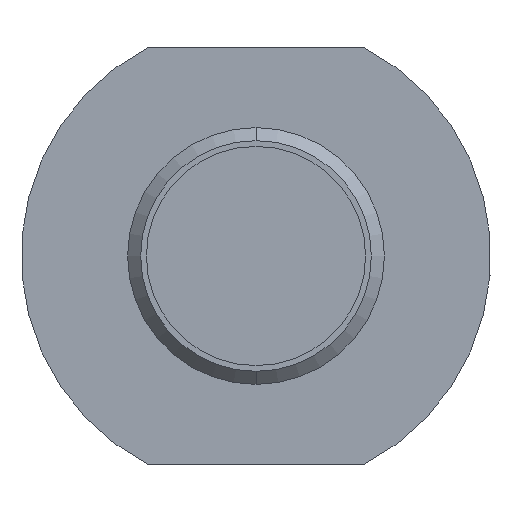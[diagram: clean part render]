
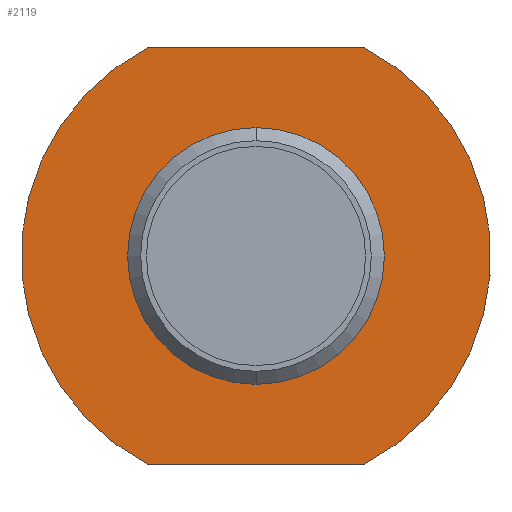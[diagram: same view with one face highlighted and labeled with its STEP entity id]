
A CAD part, front view. The second image highlights one B-rep face of the part: STEP entity #2119.
In plain terms, the highlighted free-form (B-spline) face has degree [1, 1] with [2, 2] control points.
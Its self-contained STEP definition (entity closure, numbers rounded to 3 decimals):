
#1896 = VERTEX_POINT('',#1897);
#1897 = CARTESIAN_POINT('',(-2.062,13.,-4.));
#1903 = EDGE_CURVE('',#1904,#1896,#1906,.T.);
#1904 = VERTEX_POINT('',#1905);
#1905 = CARTESIAN_POINT('',(-2.062,13.,4.));
#1906 = CIRCLE('',#1907,4.5);
#1907 = AXIS2_PLACEMENT_3D('',#1908,#1909,#1910);
#1908 = CARTESIAN_POINT('',(0.,13.,0.));
#1909 = DIRECTION('',(0.,-1.,0.));
#1910 = DIRECTION('',(-0.458,0.,0.889));
#1944 = VERTEX_POINT('',#1945);
#1945 = CARTESIAN_POINT('',(2.062,13.,4.));
#1951 = EDGE_CURVE('',#1952,#1944,#1954,.T.);
#1952 = VERTEX_POINT('',#1953);
#1953 = CARTESIAN_POINT('',(2.062,13.,-4.));
#1954 = CIRCLE('',#1955,4.5);
#1955 = AXIS2_PLACEMENT_3D('',#1956,#1957,#1958);
#1956 = CARTESIAN_POINT('',(0.,13.,0.));
#1957 = DIRECTION('',(0.,-1.,0.));
#1958 = DIRECTION('',(0.458,0.,-0.889));
#2019 = EDGE_CURVE('',#1944,#1904,#2020,.T.);
#2020 = LINE('',#2021,#2022);
#2021 = CARTESIAN_POINT('',(2.062,13.,4.));
#2022 = VECTOR('',#2023,1.);
#2023 = DIRECTION('',(-1.,0.,0.));
#2107 = EDGE_CURVE('',#1952,#1896,#2108,.T.);
#2108 = LINE('',#2109,#2110);
#2109 = CARTESIAN_POINT('',(2.062,13.,-4.));
#2110 = VECTOR('',#2111,1.);
#2111 = DIRECTION('',(-1.,0.,0.));
#2119 = ADVANCED_FACE('',(#2120,#2126),#2146,.T.);
#2120 = FACE_BOUND('',#2121,.T.);
#2121 = EDGE_LOOP('',(#2122,#2123,#2124,#2125));
#2122 = ORIENTED_EDGE('',*,*,#1951,.T.);
#2123 = ORIENTED_EDGE('',*,*,#2019,.T.);
#2124 = ORIENTED_EDGE('',*,*,#1903,.T.);
#2125 = ORIENTED_EDGE('',*,*,#2107,.F.);
#2126 = FACE_BOUND('',#2127,.T.);
#2127 = EDGE_LOOP('',(#2128,#2139));
#2128 = ORIENTED_EDGE('',*,*,#2129,.T.);
#2129 = EDGE_CURVE('',#2130,#2132,#2134,.T.);
#2130 = VERTEX_POINT('',#2131);
#2131 = CARTESIAN_POINT('',(0.,13.,2.46));
#2132 = VERTEX_POINT('',#2133);
#2133 = CARTESIAN_POINT('',(0.,13.,-2.46));
#2134 = CIRCLE('',#2135,2.46);
#2135 = AXIS2_PLACEMENT_3D('',#2136,#2137,#2138);
#2136 = CARTESIAN_POINT('',(0.,13.,0.));
#2137 = DIRECTION('',(0.,1.,0.));
#2138 = DIRECTION('',(0.,-0.,1.));
#2139 = ORIENTED_EDGE('',*,*,#2140,.F.);
#2140 = EDGE_CURVE('',#2130,#2132,#2141,.T.);
#2141 = CIRCLE('',#2142,2.46);
#2142 = AXIS2_PLACEMENT_3D('',#2143,#2144,#2145);
#2143 = CARTESIAN_POINT('',(0.,13.,0.));
#2144 = DIRECTION('',(0.,-1.,0.));
#2145 = DIRECTION('',(0.,0.,1.));
#2146 = B_SPLINE_SURFACE_WITH_KNOTS('',1,1,(
    (#2147,#2148)
    ,(#2149,#2150
    )),.UNSPECIFIED.,.F.,.F.,.F.,(2,2),(2,2),(-4.16,4.16),(
    -4.68,4.68),.PIECEWISE_BEZIER_KNOTS.);
#2147 = CARTESIAN_POINT('',(4.68,13.,-4.16));
#2148 = CARTESIAN_POINT('',(-4.68,13.,-4.16));
#2149 = CARTESIAN_POINT('',(4.68,13.,4.16));
#2150 = CARTESIAN_POINT('',(-4.68,13.,4.16));
